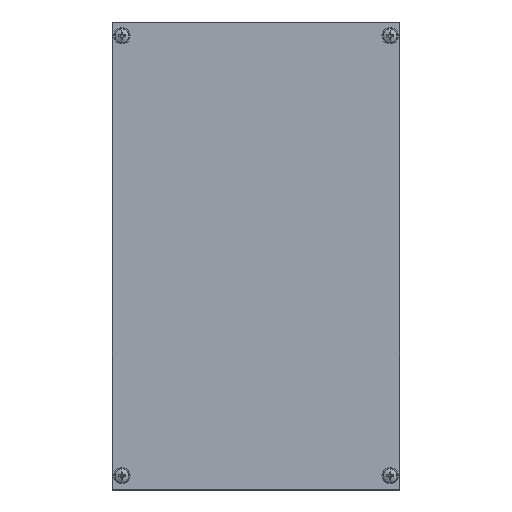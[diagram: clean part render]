
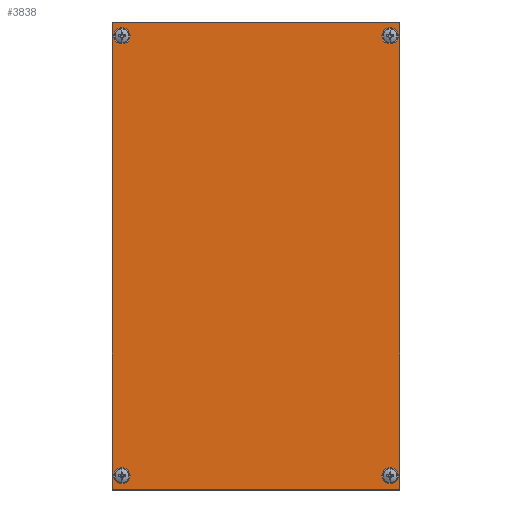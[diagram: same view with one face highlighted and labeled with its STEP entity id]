
A CAD part, top view. The second image highlights one B-rep face of the part: STEP entity #3838.
In plain terms, the highlighted face is planar.
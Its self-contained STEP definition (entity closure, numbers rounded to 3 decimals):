
#14 = LINE ( 'NONE', #447, #4723 ) ;
#17 = DIRECTION ( 'NONE',  ( 1., 0., 0. ) ) ;
#87 = LINE ( 'NONE', #4516, #401 ) ;
#145 = VECTOR ( 'NONE', #17, 1000. ) ;
#204 = AXIS2_PLACEMENT_3D ( 'NONE', #2836, #3133, #4043 ) ;
#257 = FACE_BOUND ( 'NONE', #1816, .T. ) ;
#323 = EDGE_CURVE ( 'NONE', #1412, #4047, #3095, .T. ) ;
#335 = CARTESIAN_POINT ( 'NONE',  ( -122.25, -15.6, 74.5 ) ) ;
#361 = CIRCLE ( 'NONE', #3170, 4.5 ) ;
#369 = AXIS2_PLACEMENT_3D ( 'NONE', #518, #840, #2472 ) ;
#384 = ORIENTED_EDGE ( 'NONE', *, *, #4311, .F. ) ;
#401 = VECTOR ( 'NONE', #3688, 1000. ) ;
#412 = EDGE_LOOP ( 'NONE', ( #5075, #3375 ) ) ;
#447 = CARTESIAN_POINT ( 'NONE',  ( 129.728, -15.6, 80. ) ) ;
#490 = VERTEX_POINT ( 'NONE', #1987 ) ;
#518 = CARTESIAN_POINT ( 'NONE',  ( -122.25, -15.6, 74.5 ) ) ;
#564 = DIRECTION ( 'NONE',  ( 0., -1., 0. ) ) ;
#647 = EDGE_CURVE ( 'NONE', #3413, #958, #874, .T. ) ;
#652 = DIRECTION ( 'NONE',  ( 0., 0., -1. ) ) ;
#720 = EDGE_LOOP ( 'NONE', ( #3496, #2975 ) ) ;
#741 = DIRECTION ( 'NONE',  ( 0., -1., 0. ) ) ;
#775 = ORIENTED_EDGE ( 'NONE', *, *, #2126, .F. ) ;
#812 = EDGE_CURVE ( 'NONE', #2785, #2321, #885, .T. ) ;
#840 = DIRECTION ( 'NONE',  ( 0., -1., 0. ) ) ;
#874 = LINE ( 'NONE', #2069, #2346 ) ;
#885 = CIRCLE ( 'NONE', #4126, 4.5 ) ;
#958 = VERTEX_POINT ( 'NONE', #1827 ) ;
#1003 = VERTEX_POINT ( 'NONE', #4352 ) ;
#1135 = ORIENTED_EDGE ( 'NONE', *, *, #4607, .F. ) ;
#1137 = AXIS2_PLACEMENT_3D ( 'NONE', #3477, #1398, #2991 ) ;
#1264 = CARTESIAN_POINT ( 'NONE',  ( 129.728, -15.6, -79.728 ) ) ;
#1394 = ORIENTED_EDGE ( 'NONE', *, *, #812, .F. ) ;
#1398 = DIRECTION ( 'NONE',  ( 0., -1., 0. ) ) ;
#1412 = VERTEX_POINT ( 'NONE', #2006 ) ;
#1415 = EDGE_CURVE ( 'NONE', #4047, #1412, #4116, .T. ) ;
#1417 = EDGE_LOOP ( 'NONE', ( #775, #384, #3094, #1135 ) ) ;
#1474 = EDGE_CURVE ( 'NONE', #3633, #2959, #361, .T. ) ;
#1489 = DIRECTION ( 'NONE',  ( 0., -1., 0. ) ) ;
#1501 = AXIS2_PLACEMENT_3D ( 'NONE', #5192, #3148, #652 ) ;
#1524 = FACE_BOUND ( 'NONE', #720, .T. ) ;
#1568 = DIRECTION ( 'NONE',  ( 0., 0., -1. ) ) ;
#1660 = CIRCLE ( 'NONE', #369, 4.5 ) ;
#1666 = EDGE_CURVE ( 'NONE', #3134, #1003, #3604, .T. ) ;
#1763 = AXIS2_PLACEMENT_3D ( 'NONE', #3585, #1489, #1568 ) ;
#1816 = EDGE_LOOP ( 'NONE', ( #4023, #1394 ) ) ;
#1827 = CARTESIAN_POINT ( 'NONE',  ( -129.728, -15.6, 79.728 ) ) ;
#1899 = CARTESIAN_POINT ( 'NONE',  ( -129.728, -15.6, -79.728 ) ) ;
#1987 = CARTESIAN_POINT ( 'NONE',  ( 129.728, -15.6, 79.728 ) ) ;
#2006 = CARTESIAN_POINT ( 'NONE',  ( 122.25, -15.6, -70. ) ) ;
#2053 = EDGE_LOOP ( 'NONE', ( #4388, #2327 ) ) ;
#2069 = CARTESIAN_POINT ( 'NONE',  ( -129.728, -15.6, 80. ) ) ;
#2126 = EDGE_CURVE ( 'NONE', #490, #2986, #14, .T. ) ;
#2244 = DIRECTION ( 'NONE',  ( 0., 0., -1. ) ) ;
#2321 = VERTEX_POINT ( 'NONE', #5102 ) ;
#2327 = ORIENTED_EDGE ( 'NONE', *, *, #1474, .F. ) ;
#2346 = VECTOR ( 'NONE', #4509, 1000. ) ;
#2426 = DIRECTION ( 'NONE',  ( 0., 0., -1. ) ) ;
#2432 = CIRCLE ( 'NONE', #1501, 4.5 ) ;
#2444 = EDGE_CURVE ( 'NONE', #2959, #3633, #1660, .T. ) ;
#2461 = CARTESIAN_POINT ( 'NONE',  ( -130., -15.6, 79.728 ) ) ;
#2472 = DIRECTION ( 'NONE',  ( 0., 0., -1. ) ) ;
#2785 = VERTEX_POINT ( 'NONE', #3136 ) ;
#2816 = CARTESIAN_POINT ( 'NONE',  ( -122.25, -15.6, 79. ) ) ;
#2836 = CARTESIAN_POINT ( 'NONE',  ( -122.25, -15.6, -74.5 ) ) ;
#2843 = CARTESIAN_POINT ( 'NONE',  ( 122.25, -15.6, -74.5 ) ) ;
#2849 = DIRECTION ( 'NONE',  ( 0., 0., -1. ) ) ;
#2885 = EDGE_CURVE ( 'NONE', #1003, #3134, #2432, .T. ) ;
#2898 = CARTESIAN_POINT ( 'NONE',  ( 122.25, -15.6, 74.5 ) ) ;
#2959 = VERTEX_POINT ( 'NONE', #3234 ) ;
#2975 = ORIENTED_EDGE ( 'NONE', *, *, #1666, .F. ) ;
#2986 = VERTEX_POINT ( 'NONE', #1264 ) ;
#2991 = DIRECTION ( 'NONE',  ( 0., 0., -1. ) ) ;
#3076 = FACE_BOUND ( 'NONE', #2053, .T. ) ;
#3094 = ORIENTED_EDGE ( 'NONE', *, *, #647, .F. ) ;
#3095 = CIRCLE ( 'NONE', #1137, 4.5 ) ;
#3133 = DIRECTION ( 'NONE',  ( 0., -1., 0. ) ) ;
#3134 = VERTEX_POINT ( 'NONE', #4226 ) ;
#3136 = CARTESIAN_POINT ( 'NONE',  ( 122.25, -15.6, 79. ) ) ;
#3148 = DIRECTION ( 'NONE',  ( 0., -1., 0. ) ) ;
#3170 = AXIS2_PLACEMENT_3D ( 'NONE', #335, #4080, #2426 ) ;
#3228 = EDGE_CURVE ( 'NONE', #2321, #2785, #3621, .T. ) ;
#3234 = CARTESIAN_POINT ( 'NONE',  ( -122.25, -15.6, 70. ) ) ;
#3361 = AXIS2_PLACEMENT_3D ( 'NONE', #2898, #4104, #2849 ) ;
#3375 = ORIENTED_EDGE ( 'NONE', *, *, #323, .F. ) ;
#3407 = CARTESIAN_POINT ( 'NONE',  ( 122.25, -15.6, 74.5 ) ) ;
#3413 = VERTEX_POINT ( 'NONE', #1899 ) ;
#3477 = CARTESIAN_POINT ( 'NONE',  ( 122.25, -15.6, -74.5 ) ) ;
#3496 = ORIENTED_EDGE ( 'NONE', *, *, #2885, .F. ) ;
#3585 = CARTESIAN_POINT ( 'NONE',  ( 0., -15.6, 0. ) ) ;
#3604 = CIRCLE ( 'NONE', #204, 4.5 ) ;
#3621 = CIRCLE ( 'NONE', #3361, 4.5 ) ;
#3633 = VERTEX_POINT ( 'NONE', #2816 ) ;
#3688 = DIRECTION ( 'NONE',  ( -1., 0., 0. ) ) ;
#3838 = ADVANCED_FACE ( 'NONE', ( #4815, #1524, #3076, #257, #4770 ), #5119, .T. ) ;
#4023 = ORIENTED_EDGE ( 'NONE', *, *, #3228, .F. ) ;
#4043 = DIRECTION ( 'NONE',  ( 0., 0., -1. ) ) ;
#4047 = VERTEX_POINT ( 'NONE', #4759 ) ;
#4080 = DIRECTION ( 'NONE',  ( 0., -1., 0. ) ) ;
#4104 = DIRECTION ( 'NONE',  ( 0., -1., 0. ) ) ;
#4116 = CIRCLE ( 'NONE', #4377, 4.5 ) ;
#4126 = AXIS2_PLACEMENT_3D ( 'NONE', #3407, #564, #2244 ) ;
#4226 = CARTESIAN_POINT ( 'NONE',  ( -122.25, -15.6, -70. ) ) ;
#4311 = EDGE_CURVE ( 'NONE', #958, #490, #4761, .T. ) ;
#4352 = CARTESIAN_POINT ( 'NONE',  ( -122.25, -15.6, -79. ) ) ;
#4358 = DIRECTION ( 'NONE',  ( 0., 0., -1. ) ) ;
#4377 = AXIS2_PLACEMENT_3D ( 'NONE', #2843, #741, #4476 ) ;
#4388 = ORIENTED_EDGE ( 'NONE', *, *, #2444, .F. ) ;
#4476 = DIRECTION ( 'NONE',  ( 0., 0., -1. ) ) ;
#4509 = DIRECTION ( 'NONE',  ( 0., 0., 1. ) ) ;
#4516 = CARTESIAN_POINT ( 'NONE',  ( -130., -15.6, -79.728 ) ) ;
#4607 = EDGE_CURVE ( 'NONE', #2986, #3413, #87, .T. ) ;
#4723 = VECTOR ( 'NONE', #4358, 1000. ) ;
#4759 = CARTESIAN_POINT ( 'NONE',  ( 122.25, -15.6, -79. ) ) ;
#4761 = LINE ( 'NONE', #2461, #145 ) ;
#4770 = FACE_OUTER_BOUND ( 'NONE', #1417, .T. ) ;
#4815 = FACE_BOUND ( 'NONE', #412, .T. ) ;
#5075 = ORIENTED_EDGE ( 'NONE', *, *, #1415, .F. ) ;
#5102 = CARTESIAN_POINT ( 'NONE',  ( 122.25, -15.6, 70. ) ) ;
#5119 = PLANE ( 'NONE',  #1763 ) ;
#5192 = CARTESIAN_POINT ( 'NONE',  ( -122.25, -15.6, -74.5 ) ) ;
